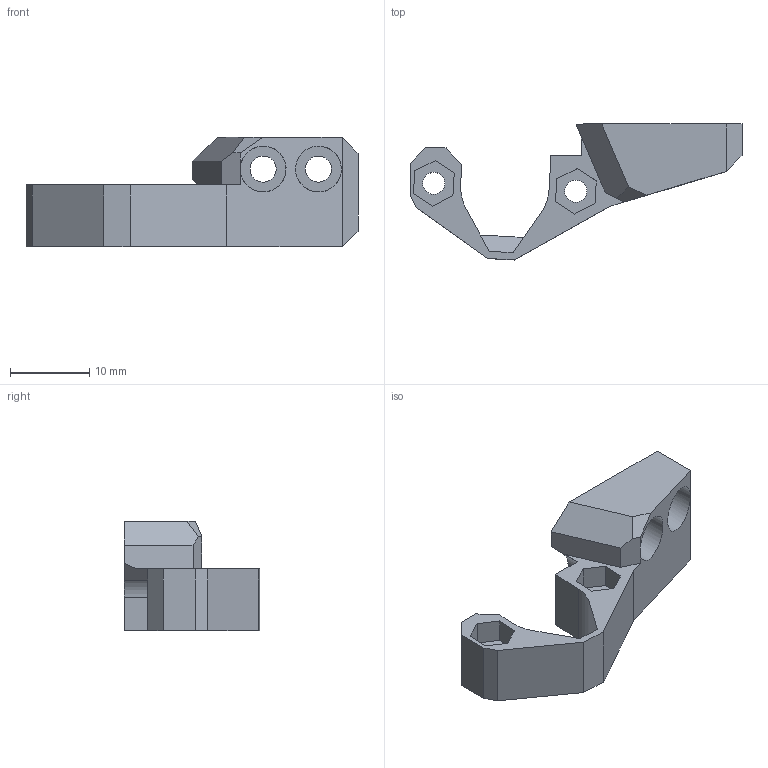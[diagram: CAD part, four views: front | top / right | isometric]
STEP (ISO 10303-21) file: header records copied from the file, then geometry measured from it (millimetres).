
FILE_DESCRIPTION(/* description */ (''),/* implementation_level */ '2;1');
FILE_NAME(/* name */ 'bl_touch_mount.step',/* time_stamp */ '2022-07-06T09:14:01+01:00',/* author */ (''),/* organization */ (''),/* preprocessor_version */ 'ST-DEVELOPER v19',/* originating_system */ 'Autodesk Translation Framework v11.7.0.108',/* authorisation */ '');
FILE_SCHEMA (('AUTOMOTIVE_DESIGN { 1 0 10303 214 3 1 1 }'));
Length unit declared in the file: millimetre
Products named in the file (1): bl_touch_mount
Bounding box: 42 x 17.19 x 13.8 mm (x, y, z)
Volume: 2296.2 mm3; surface area: 2209.9 mm2
Topology: 1 solids, 1 shells, 62 faces, 170 edges, 113 vertices
Faces by surface type: plane 53, cylinder 9
Full cylindrical faces by diameter (mm): 2.8 x2, 3.3 x2, 5.8 x2
Entity records: 1995 total; most frequent: CARTESIAN_POINT 346, ORIENTED_EDGE 340, DIRECTION 316, EDGE_CURVE 170, LINE 150, VECTOR 150, VERTEX_POINT 113, AXIS2_PLACEMENT_3D 83
